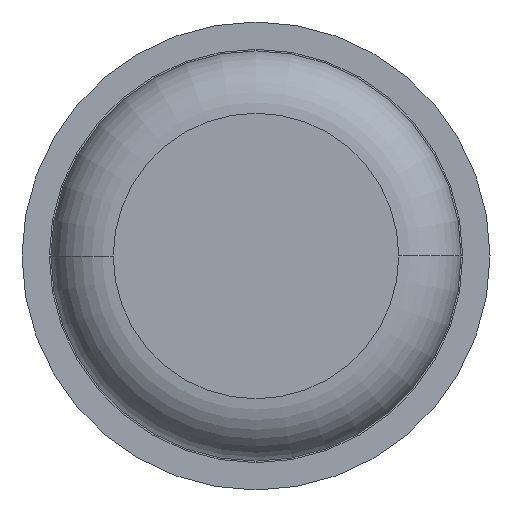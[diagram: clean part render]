
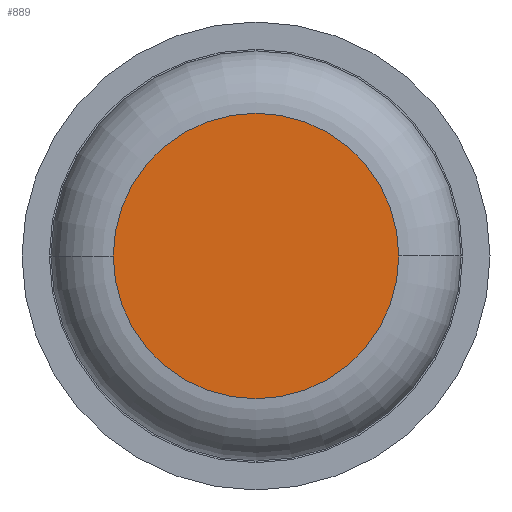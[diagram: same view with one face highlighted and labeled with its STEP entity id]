
A CAD part, front view. The second image highlights one B-rep face of the part: STEP entity #889.
In plain terms, the highlighted planar face has unit normal (0, -1, 0).
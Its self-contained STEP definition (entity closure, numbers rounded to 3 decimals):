
#35 = DIRECTION ( 'NONE',  ( -1., 0., 0. ) ) ;
#47 = PLANE ( 'NONE',  #540 ) ;
#530 = EDGE_LOOP ( 'NONE', ( #721, #1819 ) ) ;
#540 = AXIS2_PLACEMENT_3D ( 'NONE', #1736, #2482, #2714 ) ;
#627 = CIRCLE ( 'NONE', #2475, 0.915 ) ;
#721 = ORIENTED_EDGE ( 'NONE', *, *, #3408, .T. ) ;
#889 = ADVANCED_FACE ( 'Defeature ausgef�hrt1_6', ( #1258 ), #47, .F. ) ;
#952 = DIRECTION ( 'NONE',  ( -1., 0., 0. ) ) ;
#965 = CARTESIAN_POINT ( 'NONE',  ( 0., 0., 0. ) ) ;
#1258 = FACE_OUTER_BOUND ( 'NONE', #530, .T. ) ;
#1269 = VERTEX_POINT ( 'NONE', #1692 ) ;
#1692 = CARTESIAN_POINT ( 'NONE',  ( -0.915, 0., 0. ) ) ;
#1736 = CARTESIAN_POINT ( 'NONE',  ( 0., 0., 0. ) ) ;
#1819 = ORIENTED_EDGE ( 'NONE', *, *, #1994, .T. ) ;
#1831 = CARTESIAN_POINT ( 'NONE',  ( 0.915, 0., 0. ) ) ;
#1944 = DIRECTION ( 'NONE',  ( 0., -1., 0. ) ) ;
#1994 = EDGE_CURVE ( 'Defeature ausgef�hrt1_6+Defeature ausgef�hrt1_7+Defeature ausgef�hrt1_7+Defeature ausgef�hrt1_7', #2330, #1269, #3162, .T. ) ;
#2201 = AXIS2_PLACEMENT_3D ( 'NONE', #2969, #1944, #35 ) ;
#2330 = VERTEX_POINT ( 'NONE', #1831 ) ;
#2475 = AXIS2_PLACEMENT_3D ( 'NONE', #965, #2869, #952 ) ;
#2482 = DIRECTION ( 'NONE',  ( 0., 1., 0. ) ) ;
#2714 = DIRECTION ( 'NONE',  ( -1., 0., 0. ) ) ;
#2869 = DIRECTION ( 'NONE',  ( 0., -1., 0. ) ) ;
#2969 = CARTESIAN_POINT ( 'NONE',  ( 0., 0., 0. ) ) ;
#3162 = CIRCLE ( 'NONE', #2201, 0.915 ) ;
#3408 = EDGE_CURVE ( 'Defeature ausgef�hrt1_6+Defeature ausgef�hrt1_7+Defeature ausgef�hrt1_7+Defeature ausgef�hrt1_7', #1269, #2330, #627, .T. ) ;
